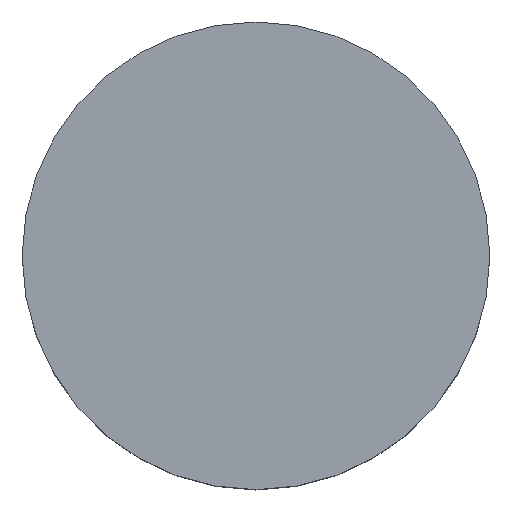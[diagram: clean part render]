
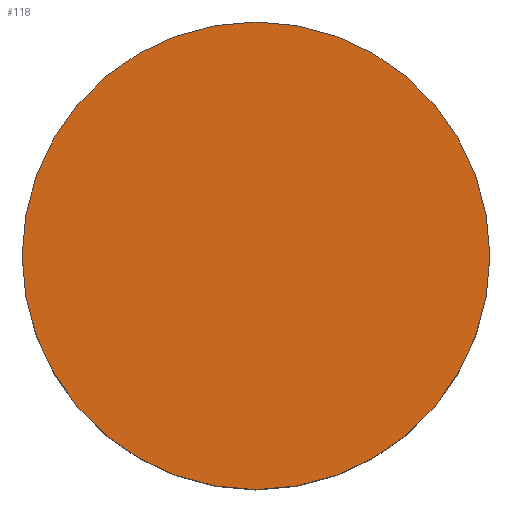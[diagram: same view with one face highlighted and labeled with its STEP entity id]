
A CAD part, top view. The second image highlights one B-rep face of the part: STEP entity #118.
In plain terms, the highlighted planar face has unit normal (0, 0, 1).
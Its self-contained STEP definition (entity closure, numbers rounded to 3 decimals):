
#63=CARTESIAN_POINT('Vertex',(41.,0.,34.)) ;
#77=CARTESIAN_POINT('Vertex',(-41.,0.,34.)) ;
#80=CARTESIAN_POINT('Axis2P3D Location',(0.,0.,34.)) ;
#97=CARTESIAN_POINT('Axis2P3D Location',(0.,0.,34.)) ;
#109=CARTESIAN_POINT('Axis2P3D Location',(0.,0.,34.)) ;
#81=DIRECTION('Axis2P3D Direction',(0.,0.,1.)) ;
#98=DIRECTION('Axis2P3D Direction',(0.,0.,1.)) ;
#110=DIRECTION('Axis2P3D Direction',(0.,0.,1.)) ;
#111=DIRECTION('Axis2P3D XDirection',(1.,0.,0.)) ;
#82=AXIS2_PLACEMENT_3D('Circle Axis2P3D',#80,#81,$) ;
#99=AXIS2_PLACEMENT_3D('Circle Axis2P3D',#97,#98,$) ;
#112=AXIS2_PLACEMENT_3D('Plane Axis2P3D',#109,#110,#111) ;
#115=ORIENTED_EDGE('',*,*,#84,.T.) ;
#116=ORIENTED_EDGE('',*,*,#101,.T.) ;
#118=ADVANCED_FACE('Corps principal',(#117),#113,.T.) ;
#83=CIRCLE('generated circle',#82,41.) ;
#100=CIRCLE('generated circle',#99,41.) ;
#84=EDGE_CURVE('',#64,#78,#83,.T.) ;
#101=EDGE_CURVE('',#78,#64,#100,.T.) ;
#114=EDGE_LOOP('',(#115,#116)) ;
#117=FACE_OUTER_BOUND('',#114,.T.) ;
#113=PLANE('Plane',#112) ;
#64=VERTEX_POINT('',#63) ;
#78=VERTEX_POINT('',#77) ;
